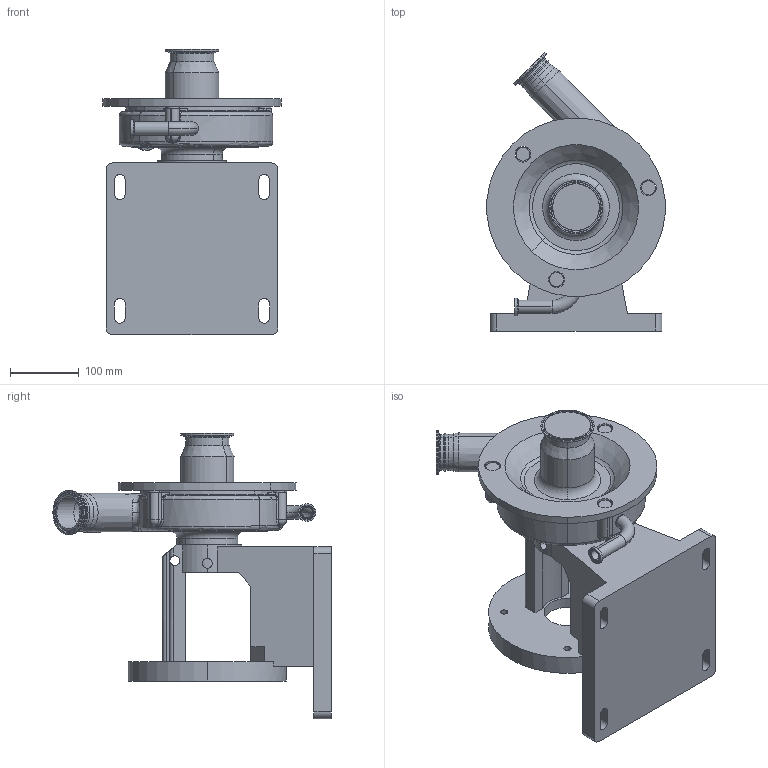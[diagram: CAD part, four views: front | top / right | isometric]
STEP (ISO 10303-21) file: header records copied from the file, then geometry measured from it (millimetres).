
FILE_DESCRIPTION (( 'STEP AP214' ), '1' );
FILE_NAME ('FP 353 180TC 45L 3-4 In ELBOW LEFT.STEP', '2010-02-23T20:24:22', ( ' ' ), ( '' ), 'SwSTEP 2.0', 'SolidWorks 2010', '' );
FILE_SCHEMA (( 'AUTOMOTIVE_DESIGN' ));
Length unit declared in the file: millimetre
Products named in the file (2): FP 353 180TC 3-4 In ELBOW LEFT^1275000117; FP 353 180TC 45L 3-4 In ELBOW LEFT
Assembly tree (1 placements, depth 2):
  FP 353 180TC 45L 3-4 In ELBOW LEFT
    FP 353 180TC 3-4 In ELBOW LEFT^1275000117
Bounding box: 259.01 x 404.86 x 415.5 mm (x, y, z)
Volume: 7771092.4 mm3; surface area: 686997.2 mm2
Topology: 1 solids, 4 shells, 431 faces, 1090 edges, 668 vertices
Faces by surface type: cylinder 166, plane 100, torus 68, bspline 49, cone 36, sphere 12
Entity records: 26464 total; most frequent: CARTESIAN_POINT 16089, DIRECTION 2204, ORIENTED_EDGE 2172, EDGE_CURVE 1086, AXIS2_PLACEMENT_3D 907, VERTEX_POINT 667, CIRCLE 521, EDGE_LOOP 475
